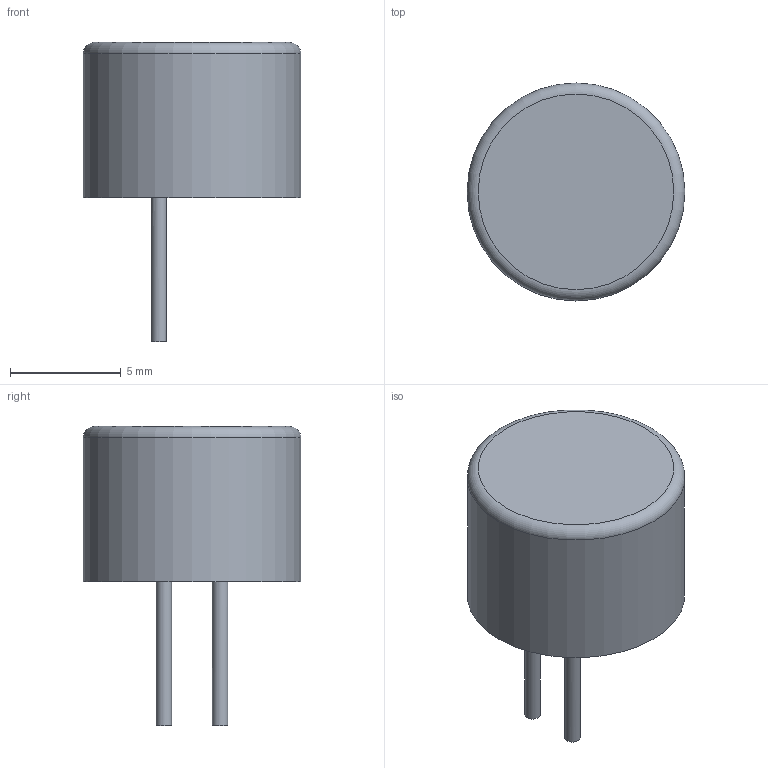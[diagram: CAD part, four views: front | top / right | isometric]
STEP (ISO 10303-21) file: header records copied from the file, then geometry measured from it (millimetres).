
FILE_DESCRIPTION(('STEP AP214'), '1');
FILE_NAME('ECM-60P', '', ('UNSPECIFIED'), ('UNSPECIFIED'), 'ASCON STEP Converter 1.6', 'ASCON Math Kernel', '');
FILE_SCHEMA(('AUTOMOTIVE_DESIGN { 1 0 10303 214 3 1 1}'));
Length unit declared in the file: millimetre
Bounding box: 9.83 x 9.83 x 13.5 mm (x, y, z)
Volume: 525.6 mm3; surface area: 401.6 mm2
Topology: 1 solids, 1 shells, 25 faces, 54 edges, 36 vertices
Faces by surface type: plane 14, cylinder 10, torus 1
Full cylindrical faces by diameter (mm): 0.7 x2, 9.83 x1
Entity records: 904 total; most frequent: DIRECTION 122, CARTESIAN_POINT 110, ORIENTED_EDGE 98, EDGE_CURVE 49, AXIS2_PLACEMENT_3D 47, VERTEX_POINT 35, EDGE_LOOP 34, LINE 28
